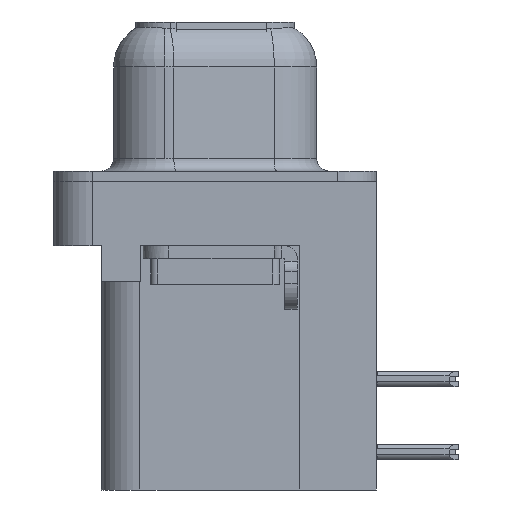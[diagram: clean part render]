
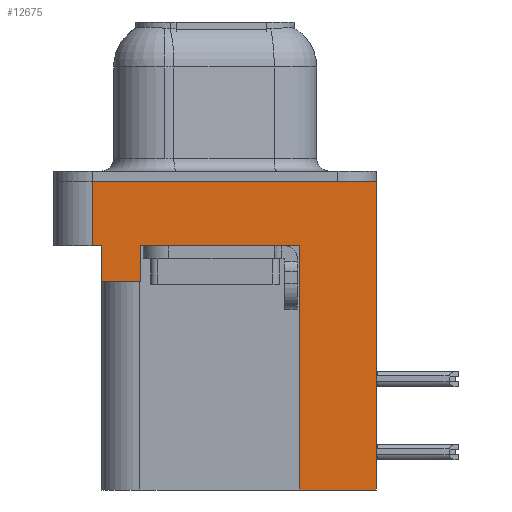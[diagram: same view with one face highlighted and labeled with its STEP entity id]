
A CAD part, left-side view. The second image highlights one B-rep face of the part: STEP entity #12675.
In plain terms, the highlighted planar face has unit normal (-1, 0, 0).
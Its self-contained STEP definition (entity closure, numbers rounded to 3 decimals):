
#141 = VECTOR ( 'NONE', #24170, 1000. ) ;
#717 = VERTEX_POINT ( 'NONE', #20623 ) ;
#1133 = CARTESIAN_POINT ( 'NONE',  ( -2.935, -6.275, -12. ) ) ;
#1355 = DIRECTION ( 'NONE',  ( 0., -1., 0. ) ) ;
#1393 = DIRECTION ( 'NONE',  ( 0., 0., 1. ) ) ;
#1452 = VECTOR ( 'NONE', #10391, 1000. ) ;
#1991 = DIRECTION ( 'NONE',  ( 0., 0., 1. ) ) ;
#2055 = CARTESIAN_POINT ( 'NONE',  ( -2.935, -3.295, -12. ) ) ;
#2313 = ORIENTED_EDGE ( 'NONE', *, *, #11895, .F. ) ;
#3465 = CARTESIAN_POINT ( 'NONE',  ( -2.935, 4.775, 0. ) ) ;
#3742 = CARTESIAN_POINT ( 'NONE',  ( -2.935, 2.895, -3.9 ) ) ;
#3891 = VERTEX_POINT ( 'NONE', #4412 ) ;
#4412 = CARTESIAN_POINT ( 'NONE',  ( -2.935, 4.425, -2.5 ) ) ;
#4999 = VECTOR ( 'NONE', #20059, 1000. ) ;
#5483 = DIRECTION ( 'NONE',  ( 0., 0., 1. ) ) ;
#5656 = ORIENTED_EDGE ( 'NONE', *, *, #10855, .F. ) ;
#5812 = CARTESIAN_POINT ( 'NONE',  ( -2.935, 2.895, -3.9 ) ) ;
#5826 = LINE ( 'NONE', #13704, #16084 ) ;
#6532 = LINE ( 'NONE', #13337, #22139 ) ;
#6836 = VECTOR ( 'NONE', #5483, 1000. ) ;
#6860 = CARTESIAN_POINT ( 'NONE',  ( -2.935, 4.775, -2.5 ) ) ;
#6868 = LINE ( 'NONE', #8400, #1452 ) ;
#7289 = VERTEX_POINT ( 'NONE', #3465 ) ;
#7391 = EDGE_CURVE ( 'NONE', #7289, #24369, #15918, .T. ) ;
#7435 = PLANE ( 'NONE',  #21734 ) ;
#7895 = LINE ( 'NONE', #13562, #18773 ) ;
#8179 = ORIENTED_EDGE ( 'NONE', *, *, #11780, .F. ) ;
#8374 = CARTESIAN_POINT ( 'NONE',  ( -2.935, 4.775, -2.5 ) ) ;
#8400 = CARTESIAN_POINT ( 'NONE',  ( -2.935, -6.275, -2.5 ) ) ;
#8646 = CARTESIAN_POINT ( 'NONE',  ( -2.935, 4.425, -3.9 ) ) ;
#8745 = EDGE_LOOP ( 'NONE', ( #12956, #25096, #18775, #8179, #5656, #24024, #21203, #2313, #11155, #15789 ) ) ;
#9446 = EDGE_CURVE ( 'NONE', #23492, #717, #7895, .T. ) ;
#9963 = EDGE_CURVE ( 'NONE', #20704, #23492, #25861, .T. ) ;
#10153 = VERTEX_POINT ( 'NONE', #8374 ) ;
#10374 = FACE_OUTER_BOUND ( 'NONE', #8745, .T. ) ;
#10391 = DIRECTION ( 'NONE',  ( 0., -1., 0. ) ) ;
#10847 = VERTEX_POINT ( 'NONE', #1133 ) ;
#10855 = EDGE_CURVE ( 'NONE', #20704, #24938, #6532, .T. ) ;
#11155 = ORIENTED_EDGE ( 'NONE', *, *, #12169, .F. ) ;
#11178 = EDGE_CURVE ( 'NONE', #10153, #3891, #6868, .T. ) ;
#11654 = EDGE_CURVE ( 'NONE', #10153, #7289, #24888, .T. ) ;
#11780 = EDGE_CURVE ( 'NONE', #24938, #3891, #12303, .T. ) ;
#11895 = EDGE_CURVE ( 'NONE', #14432, #717, #15771, .T. ) ;
#12154 = CARTESIAN_POINT ( 'NONE',  ( -2.935, -3.295, -12. ) ) ;
#12169 = EDGE_CURVE ( 'NONE', #10847, #14432, #5826, .T. ) ;
#12303 = LINE ( 'NONE', #19796, #6836 ) ;
#12317 = EDGE_CURVE ( 'NONE', #10847, #24369, #12902, .T. ) ;
#12675 = ADVANCED_FACE ( 'NONE', ( #10374 ), #7435, .T. ) ;
#12902 = LINE ( 'NONE', #14226, #13525 ) ;
#12956 = ORIENTED_EDGE ( 'NONE', *, *, #7391, .F. ) ;
#13337 = CARTESIAN_POINT ( 'NONE',  ( -2.935, 4.425, -3.9 ) ) ;
#13525 = VECTOR ( 'NONE', #1991, 1000. ) ;
#13562 = CARTESIAN_POINT ( 'NONE',  ( -2.935, -6.275, -2.5 ) ) ;
#13604 = DIRECTION ( 'NONE',  ( -1., 0., 0. ) ) ;
#13704 = CARTESIAN_POINT ( 'NONE',  ( -2.935, -3.295, -12. ) ) ;
#14060 = DIRECTION ( 'NONE',  ( 0., -1., 0. ) ) ;
#14226 = CARTESIAN_POINT ( 'NONE',  ( -2.935, -6.275, -2.5 ) ) ;
#14432 = VERTEX_POINT ( 'NONE', #2055 ) ;
#15771 = LINE ( 'NONE', #12154, #141 ) ;
#15789 = ORIENTED_EDGE ( 'NONE', *, *, #12317, .T. ) ;
#15918 = LINE ( 'NONE', #24096, #16236 ) ;
#16084 = VECTOR ( 'NONE', #25723, 1000. ) ;
#16236 = VECTOR ( 'NONE', #14060, 1000. ) ;
#17474 = DIRECTION ( 'NONE',  ( 0., 1., 0. ) ) ;
#18773 = VECTOR ( 'NONE', #1355, 1000. ) ;
#18775 = ORIENTED_EDGE ( 'NONE', *, *, #11178, .T. ) ;
#19796 = CARTESIAN_POINT ( 'NONE',  ( -2.935, 4.425, -3.9 ) ) ;
#20059 = DIRECTION ( 'NONE',  ( 0., 0., 1. ) ) ;
#20623 = CARTESIAN_POINT ( 'NONE',  ( -2.935, -3.295, -2.5 ) ) ;
#20704 = VERTEX_POINT ( 'NONE', #5812 ) ;
#20707 = CARTESIAN_POINT ( 'NONE',  ( -2.935, -6.275, 0. ) ) ;
#21111 = DIRECTION ( 'NONE',  ( 0., 0., 1. ) ) ;
#21203 = ORIENTED_EDGE ( 'NONE', *, *, #9446, .T. ) ;
#21734 = AXIS2_PLACEMENT_3D ( 'NONE', #25641, #13604, #1393 ) ;
#21824 = CARTESIAN_POINT ( 'NONE',  ( -2.935, 2.895, -2.5 ) ) ;
#22139 = VECTOR ( 'NONE', #17474, 1000. ) ;
#23492 = VERTEX_POINT ( 'NONE', #21824 ) ;
#24024 = ORIENTED_EDGE ( 'NONE', *, *, #9963, .T. ) ;
#24096 = CARTESIAN_POINT ( 'NONE',  ( -2.935, -6.275, 0. ) ) ;
#24170 = DIRECTION ( 'NONE',  ( 0., 0., 1. ) ) ;
#24254 = VECTOR ( 'NONE', #21111, 1000. ) ;
#24369 = VERTEX_POINT ( 'NONE', #20707 ) ;
#24888 = LINE ( 'NONE', #6860, #24254 ) ;
#24938 = VERTEX_POINT ( 'NONE', #8646 ) ;
#25096 = ORIENTED_EDGE ( 'NONE', *, *, #11654, .F. ) ;
#25641 = CARTESIAN_POINT ( 'NONE',  ( -2.935, -6.275, -2.5 ) ) ;
#25723 = DIRECTION ( 'NONE',  ( 0., 1., 0. ) ) ;
#25861 = LINE ( 'NONE', #3742, #4999 ) ;
